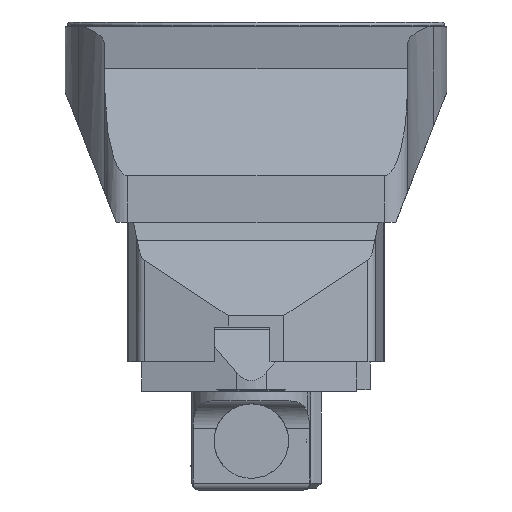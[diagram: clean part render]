
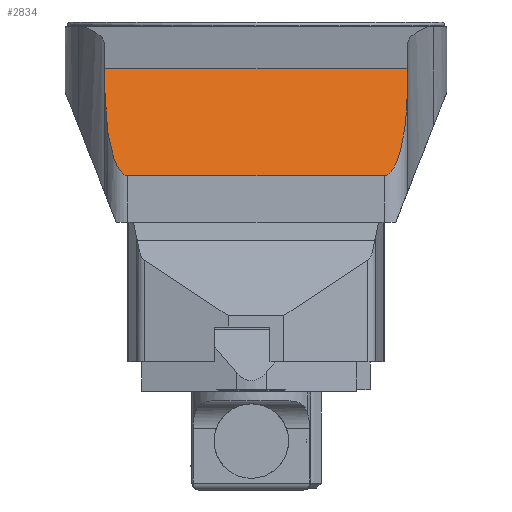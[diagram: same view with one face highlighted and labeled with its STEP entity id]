
A CAD part, left-side view. The second image highlights one B-rep face of the part: STEP entity #2834.
In plain terms, the highlighted planar face has unit normal (-0.966, 0, 0.259).
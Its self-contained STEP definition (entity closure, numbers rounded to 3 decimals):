
#492=ELLIPSE('',#8672,38.637,10.);
#493=ELLIPSE('',#8673,38.637,10.);
#532=FACE_OUTER_BOUND('',#3492,.T.);
#935=PLANE('',#8674);
#1319=LINE('',#11617,#2087);
#1325=LINE('',#11629,#2093);
#1326=LINE('',#11635,#2094);
#1327=LINE('',#11637,#2095);
#2087=VECTOR('',#9433,1.);
#2093=VECTOR('',#9443,1.);
#2094=VECTOR('',#9448,1.);
#2095=VECTOR('',#9449,1.);
#2834=ADVANCED_FACE('',(#532),#935,.F.);
#3492=EDGE_LOOP('',(#4066,#4067,#4068,#4069,#4070,#4071));
#4066=ORIENTED_EDGE('',*,*,#7175,.T.);
#4067=ORIENTED_EDGE('',*,*,#7176,.T.);
#4068=ORIENTED_EDGE('',*,*,#7169,.F.);
#4069=ORIENTED_EDGE('',*,*,#7177,.T.);
#4070=ORIENTED_EDGE('',*,*,#7178,.T.);
#4071=ORIENTED_EDGE('',*,*,#7179,.T.);
#6375=VERTEX_POINT('',#11618);
#6376=VERTEX_POINT('',#11619);
#6379=VERTEX_POINT('',#11630);
#6380=VERTEX_POINT('',#11631);
#6381=VERTEX_POINT('',#11634);
#6382=VERTEX_POINT('',#11636);
#7169=EDGE_CURVE('',#6375,#6376,#1319,.T.);
#7175=EDGE_CURVE('',#6379,#6380,#1325,.T.);
#7176=EDGE_CURVE('',#6380,#6376,#492,.T.);
#7177=EDGE_CURVE('',#6375,#6381,#493,.T.);
#7178=EDGE_CURVE('',#6381,#6382,#1326,.T.);
#7179=EDGE_CURVE('',#6382,#6379,#1327,.T.);
#8672=AXIS2_PLACEMENT_3D('',#11632,#9444,#9445);
#8673=AXIS2_PLACEMENT_3D('',#11633,#9446,#9447);
#8674=AXIS2_PLACEMENT_3D('',#11638,#9450,#9451);
#9433=DIRECTION('',(0.,1.,0.));
#9443=DIRECTION('',(-0.259,0.,-0.966));
#9444=DIRECTION('',(-0.966,0.,0.259));
#9445=DIRECTION('',(-0.259,0.,-0.966));
#9446=DIRECTION('',(-0.966,0.,0.259));
#9447=DIRECTION('',(0.259,0.,0.966));
#9448=DIRECTION('',(0.259,0.,0.966));
#9449=DIRECTION('',(0.,1.,0.));
#9450=DIRECTION('',(0.966,0.,-0.259));
#9451=DIRECTION('',(0.259,0.,0.966));
#11617=CARTESIAN_POINT('',(-235.,-235.,-66.));
#11618=CARTESIAN_POINT('',(-235.,-55.,-66.));
#11619=CARTESIAN_POINT('',(-235.,55.,-66.));
#11629=CARTESIAN_POINT('',(-222.674,65.,-20.));
#11630=CARTESIAN_POINT('',(-222.674,65.,-20.));
#11631=CARTESIAN_POINT('',(-225.,65.,-28.679));
#11632=CARTESIAN_POINT('',(-225.,55.,-28.679));
#11633=CARTESIAN_POINT('',(-225.,-55.,-28.679));
#11634=CARTESIAN_POINT('',(-225.,-65.,-28.679));
#11635=CARTESIAN_POINT('',(-222.674,-65.,-20.));
#11636=CARTESIAN_POINT('',(-222.674,-65.,-20.));
#11637=CARTESIAN_POINT('',(-222.674,-235.,-20.));
#11638=CARTESIAN_POINT('',(-222.674,-235.,-20.));
